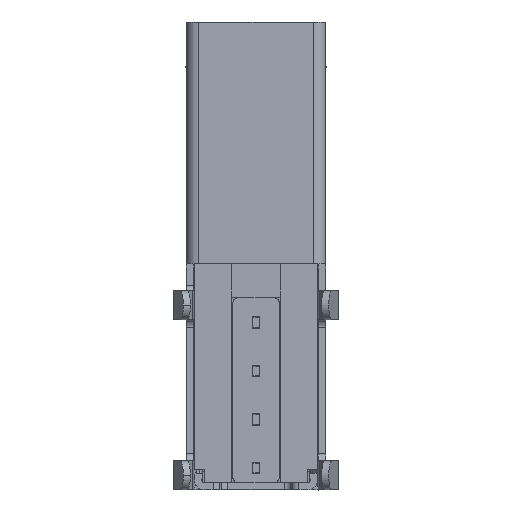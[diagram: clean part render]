
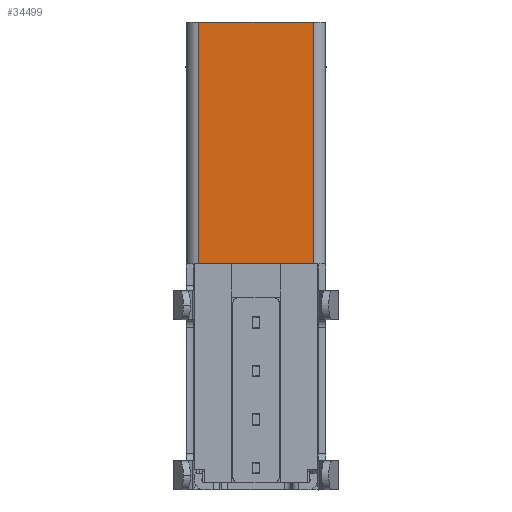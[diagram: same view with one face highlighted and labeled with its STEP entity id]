
A CAD part, front view. The second image highlights one B-rep face of the part: STEP entity #34499.
In plain terms, the highlighted planar face has unit normal (0, -1, 0).
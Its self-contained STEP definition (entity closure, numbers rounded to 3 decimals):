
#389 = CARTESIAN_POINT ( 'NONE',  ( 0., -6.55, -2.36 ) ) ;
#450 = DIRECTION ( 'NONE',  ( 0., 0., 1. ) ) ;
#575 = DIRECTION ( 'NONE',  ( -1., 0., 0. ) ) ;
#762 = DIRECTION ( 'NONE',  ( 0., 1., 0. ) ) ;
#1746 = CARTESIAN_POINT ( 'NONE',  ( -9.3, -6.55, -2.36 ) ) ;
#2346 = DIRECTION ( 'NONE',  ( 0., 0., -1. ) ) ;
#2407 = AXIS2_PLACEMENT_3D ( 'NONE', #6858, #12788, #18521 ) ;
#3542 = EDGE_CURVE ( 'NONE', #15487, #28016, #33214, .T. ) ;
#3594 = ORIENTED_EDGE ( 'NONE', *, *, #9511, .F. ) ;
#3800 = CARTESIAN_POINT ( 'NONE',  ( 0., -6.55, 1. ) ) ;
#3858 = ORIENTED_EDGE ( 'NONE', *, *, #24601, .F. ) ;
#4088 = EDGE_CURVE ( 'NONE', #18847, #15487, #35881, .T. ) ;
#4154 = DIRECTION ( 'NONE',  ( 0., 0., -1. ) ) ;
#4222 = VECTOR ( 'NONE', #2346, 1000. ) ;
#4408 = VERTEX_POINT ( 'NONE', #29961 ) ;
#4598 = CARTESIAN_POINT ( 'NONE',  ( -8.85, -6.55, -1. ) ) ;
#5112 = LINE ( 'NONE', #1746, #4222 ) ;
#5159 = AXIS2_PLACEMENT_3D ( 'NONE', #21976, #762, #4154 ) ;
#5763 = CARTESIAN_POINT ( 'NONE',  ( -19.25, -6.55, -2.36 ) ) ;
#5822 = ORIENTED_EDGE ( 'NONE', *, *, #7624, .F. ) ;
#6196 = CARTESIAN_POINT ( 'NONE',  ( 0., -6.55, 2.36 ) ) ;
#6386 = CARTESIAN_POINT ( 'NONE',  ( -19.25, -6.55, -2.36 ) ) ;
#6858 = CARTESIAN_POINT ( 'NONE',  ( -8.85, -6.55, -0.75 ) ) ;
#7144 = CARTESIAN_POINT ( 'NONE',  ( -9.3, -6.55, 2.36 ) ) ;
#7624 = EDGE_CURVE ( 'NONE', #20294, #24446, #5112, .T. ) ;
#7739 = CARTESIAN_POINT ( 'NONE',  ( -8.6, -6.55, -0.75 ) ) ;
#8426 = CARTESIAN_POINT ( 'NONE',  ( -9.3, -6.55, -1. ) ) ;
#8787 = ORIENTED_EDGE ( 'NONE', *, *, #32562, .F. ) ;
#8955 = DIRECTION ( 'NONE',  ( 1., 0., 0. ) ) ;
#9301 = CARTESIAN_POINT ( 'NONE',  ( -9.3, -6.55, 1. ) ) ;
#9511 = EDGE_CURVE ( 'NONE', #28016, #31305, #36830, .T. ) ;
#9765 = LINE ( 'NONE', #6386, #14806 ) ;
#11885 = CARTESIAN_POINT ( 'NONE',  ( 0., -6.55, -2.36 ) ) ;
#12357 = DIRECTION ( 'NONE',  ( 0., 0., -1. ) ) ;
#12498 = EDGE_LOOP ( 'NONE', ( #8787, #32575, #3594, #14737, #26676, #15368, #3858, #14510, #5822, #38090 ) ) ;
#12788 = DIRECTION ( 'NONE',  ( 0., 1., 0. ) ) ;
#13078 = EDGE_CURVE ( 'NONE', #24446, #4408, #18863, .T. ) ;
#13079 = VERTEX_POINT ( 'NONE', #16105 ) ;
#13626 = VECTOR ( 'NONE', #15045, 1000. ) ;
#14095 = VERTEX_POINT ( 'NONE', #5763 ) ;
#14288 = DIRECTION ( 'NONE',  ( 0., 1., 0. ) ) ;
#14510 = ORIENTED_EDGE ( 'NONE', *, *, #13078, .F. ) ;
#14737 = ORIENTED_EDGE ( 'NONE', *, *, #3542, .F. ) ;
#14806 = VECTOR ( 'NONE', #450, 1000. ) ;
#15045 = DIRECTION ( 'NONE',  ( -1., 0., 0. ) ) ;
#15368 = ORIENTED_EDGE ( 'NONE', *, *, #32600, .F. ) ;
#15487 = VERTEX_POINT ( 'NONE', #4598 ) ;
#15520 = LINE ( 'NONE', #6196, #29643 ) ;
#15897 = DIRECTION ( 'NONE',  ( 1., 0., 0. ) ) ;
#16105 = CARTESIAN_POINT ( 'NONE',  ( -19.25, -6.55, 2.36 ) ) ;
#16424 = VECTOR ( 'NONE', #575, 1000. ) ;
#17352 = EDGE_CURVE ( 'NONE', #13079, #20294, #15520, .T. ) ;
#17888 = EDGE_CURVE ( 'NONE', #31305, #14095, #27518, .T. ) ;
#18464 = DIRECTION ( 'NONE',  ( 0., 0., -1. ) ) ;
#18521 = DIRECTION ( 'NONE',  ( 0., 0., -1. ) ) ;
#18847 = VERTEX_POINT ( 'NONE', #7739 ) ;
#18863 = LINE ( 'NONE', #3800, #33179 ) ;
#19057 = CARTESIAN_POINT ( 'NONE',  ( -8.6, -6.55, -2.36 ) ) ;
#19853 = VECTOR ( 'NONE', #18464, 1000. ) ;
#20156 = CARTESIAN_POINT ( 'NONE',  ( -8.6, -6.55, 0.75 ) ) ;
#20294 = VERTEX_POINT ( 'NONE', #7144 ) ;
#20403 = PLANE ( 'NONE',  #25640 ) ;
#21365 = CARTESIAN_POINT ( 'NONE',  ( 0., -6.55, -1. ) ) ;
#21438 = CARTESIAN_POINT ( 'NONE',  ( -9.3, -6.55, -2.36 ) ) ;
#21857 = LINE ( 'NONE', #19057, #19853 ) ;
#21976 = CARTESIAN_POINT ( 'NONE',  ( -8.85, -6.55, 0.75 ) ) ;
#22833 = CIRCLE ( 'NONE', #5159, 0.25 ) ;
#24446 = VERTEX_POINT ( 'NONE', #9301 ) ;
#24601 = EDGE_CURVE ( 'NONE', #4408, #30298, #22833, .T. ) ;
#25519 = CARTESIAN_POINT ( 'NONE',  ( -9.3, -6.55, -2.36 ) ) ;
#25640 = AXIS2_PLACEMENT_3D ( 'NONE', #11885, #14288, #35210 ) ;
#26676 = ORIENTED_EDGE ( 'NONE', *, *, #4088, .F. ) ;
#27518 = LINE ( 'NONE', #389, #16424 ) ;
#28016 = VERTEX_POINT ( 'NONE', #8426 ) ;
#29643 = VECTOR ( 'NONE', #8955, 1000. ) ;
#29961 = CARTESIAN_POINT ( 'NONE',  ( -8.85, -6.55, 1. ) ) ;
#30298 = VERTEX_POINT ( 'NONE', #20156 ) ;
#30600 = VECTOR ( 'NONE', #12357, 1000. ) ;
#31305 = VERTEX_POINT ( 'NONE', #25519 ) ;
#32562 = EDGE_CURVE ( 'NONE', #14095, #13079, #9765, .T. ) ;
#32575 = ORIENTED_EDGE ( 'NONE', *, *, #17888, .F. ) ;
#32600 = EDGE_CURVE ( 'NONE', #30298, #18847, #21857, .T. ) ;
#33179 = VECTOR ( 'NONE', #15897, 1000. ) ;
#33214 = LINE ( 'NONE', #21365, #13626 ) ;
#34499 = ADVANCED_FACE ( 'NONE', ( #38966 ), #20403, .F. ) ;
#35210 = DIRECTION ( 'NONE',  ( 0., 0., 1. ) ) ;
#35881 = CIRCLE ( 'NONE', #2407, 0.25 ) ;
#36830 = LINE ( 'NONE', #21438, #30600 ) ;
#38090 = ORIENTED_EDGE ( 'NONE', *, *, #17352, .F. ) ;
#38966 = FACE_OUTER_BOUND ( 'NONE', #12498, .T. ) ;
